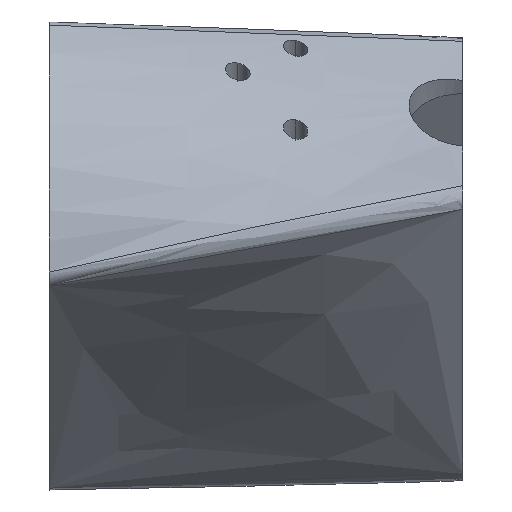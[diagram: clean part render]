
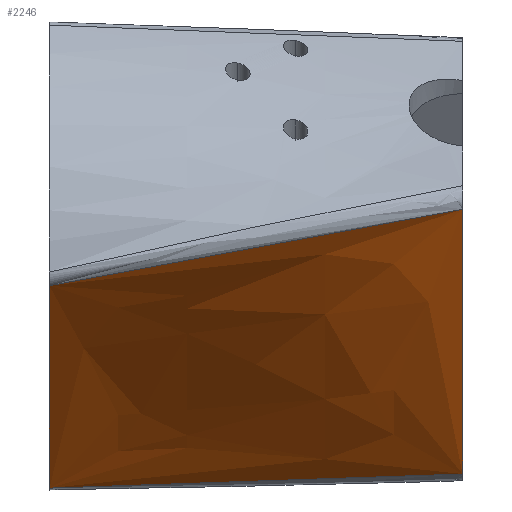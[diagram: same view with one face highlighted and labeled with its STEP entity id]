
A CAD part, front view. The second image highlights one B-rep face of the part: STEP entity #2246.
In plain terms, the highlighted free-form (B-spline) face has degree [3, 3] with [4, 4] control points.
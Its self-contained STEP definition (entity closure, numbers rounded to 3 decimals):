
#174 = CARTESIAN_POINT ( 'NONE',  ( 30., 64.672, 131.454 ) ) ;
#346 = CARTESIAN_POINT ( 'NONE',  ( -20., 48.755, 132.393 ) ) ;
#384 = CARTESIAN_POINT ( 'NONE',  ( 13.3, 54.269, 138.646 ) ) ;
#469 = ORIENTED_EDGE ( 'NONE', *, *, #4679, .T. ) ;
#576 = VERTEX_POINT ( 'NONE', #1743 ) ;
#640 = CARTESIAN_POINT ( 'NONE',  ( -20., 65.29, 124.227 ) ) ;
#641 = CARTESIAN_POINT ( 'NONE',  ( -3.333, 64.891, 126.732 ) ) ;
#848 = CARTESIAN_POINT ( 'NONE',  ( 25.822, 56.254, 140.882 ) ) ;
#1096 = CARTESIAN_POINT ( 'NONE',  ( 30., 55.655, 143.232 ) ) ;
#1208 = B_SPLINE_CURVE_WITH_KNOTS ( 'NONE', 3,
 ( #4817, #4349, #5293, #2518, #5758, #2978 ),
 .UNSPECIFIED., .F., .F.,
 ( 4, 2, 4 ),
 ( 0., 0.026, 0.053 ),
 .UNSPECIFIED. ) ;
#1209 = CARTESIAN_POINT ( 'NONE',  ( -20., 48.755, 132.393 ) ) ;
#1444 = B_SPLINE_CURVE_WITH_KNOTS ( 'NONE', 3,
 ( #346, #4981, #5463, #2687, #5914, #3139, #384, #3605, #848, #4079 ),
 .UNSPECIFIED., .F., .F.,
 ( 4, 2, 2, 2, 4 ),
 ( 0., 0.013, 0.026, 0.039, 0.051 ),
 .UNSPECIFIED. ) ;
#1546 = ORIENTED_EDGE ( 'NONE', *, *, #4000, .F. ) ;
#1553 = CARTESIAN_POINT ( 'NONE',  ( 13.333, 88.301, 107.712 ) ) ;
#1577 = CARTESIAN_POINT ( 'NONE',  ( -3.333, 50.388, 136.335 ) ) ;
#1743 = CARTESIAN_POINT ( 'NONE',  ( 30., 81.402, 109.601 ) ) ;
#1808 = CARTESIAN_POINT ( 'NONE',  ( 30., 73.228, 120.278 ) ) ;
#2012 = CARTESIAN_POINT ( 'NONE',  ( -20., 99.49, 107.338 ) ) ;
#2034 = CARTESIAN_POINT ( 'NONE',  ( -20., 98.361, 107.896 ) ) ;
#2212 = ORIENTED_EDGE ( 'NONE', *, *, #4731, .F. ) ;
#2246 = ADVANCED_FACE ( 'NONE', ( #4774 ), #4221, .T. ) ;
#2470 = CARTESIAN_POINT ( 'NONE',  ( 13.333, 76.541, 118.402 ) ) ;
#2518 = CARTESIAN_POINT ( 'NONE',  ( -3.346, 92.659, 108.327 ) ) ;
#2614 = VERTEX_POINT ( 'NONE', #1209 ) ;
#2619 = CARTESIAN_POINT ( 'NONE',  ( -20., 98.361, 107.896 ) ) ;
#2628 = EDGE_LOOP ( 'NONE', ( #5257, #1546, #469, #2212 ) ) ;
#2634 = VERTEX_POINT ( 'NONE', #2619 ) ;
#2687 = CARTESIAN_POINT ( 'NONE',  ( -3.362, 51.51, 135.587 ) ) ;
#2736 = CARTESIAN_POINT ( 'NONE',  ( 30., 65.054, 130.956 ) ) ;
#2935 = CARTESIAN_POINT ( 'NONE',  ( -20., 82.245, 115.854 ) ) ;
#2978 = CARTESIAN_POINT ( 'NONE',  ( -20., 98.361, 107.896 ) ) ;
#3139 = CARTESIAN_POINT ( 'NONE',  ( 9.132, 53.584, 137.894 ) ) ;
#3391 = CARTESIAN_POINT ( 'NONE',  ( -20., 48.755, 132.393 ) ) ;
#3392 = CARTESIAN_POINT ( 'NONE',  ( 13.333, 64.781, 129.093 ) ) ;
#3605 = CARTESIAN_POINT ( 'NONE',  ( 21.646, 55.604, 140.139 ) ) ;
#3777 = VERTEX_POINT ( 'NONE', #4403 ) ;
#3872 = CARTESIAN_POINT ( 'NONE',  ( -20., 65., 124.37 ) ) ;
#3933 = B_SPLINE_CURVE_WITH_KNOTS ( 'NONE', 3,
 ( #5034, #1808, #2736, #5970 ),
 .UNSPECIFIED., .F., .F.,
 ( 4, 4 ),
 ( 0.048, 0.955 ),
 .UNSPECIFIED. ) ;
#4000 = EDGE_CURVE ( 'NONE', #2614, #3777, #1444, .T. ) ;
#4079 = CARTESIAN_POINT ( 'NONE',  ( 30., 56.879, 141.633 ) ) ;
#4100 = B_SPLINE_CURVE_WITH_KNOTS ( 'NONE', 3,
 ( #3391, #640, #4791, #2034 ),
 .UNSPECIFIED., .F., .F.,
 ( 4, 4 ),
 ( 0.019, 0.978 ),
 .UNSPECIFIED. ) ;
#4181 = EDGE_CURVE ( 'NONE', #576, #3777, #3933, .T. ) ;
#4221 = B_SPLINE_SURFACE_WITH_KNOTS ( 'NONE', 3, 3, ( 
 ( #4311, #1553, #4770, #2012 ),
 ( #5250, #2470, #5716, #2935 ),
 ( #174, #3392, #641, #3872 ),
 ( #1096, #4328, #1577, #4792 ) ),
 .UNSPECIFIED., .F., .F., .F.,
 ( 4, 4 ),
 ( 4, 4 ),
 ( 0., 1. ),
 ( 0., 1. ),
 .UNSPECIFIED. ) ;
#4311 = CARTESIAN_POINT ( 'NONE',  ( 30., 82.706, 107.898 ) ) ;
#4328 = CARTESIAN_POINT ( 'NONE',  ( 13.333, 53.022, 139.784 ) ) ;
#4349 = CARTESIAN_POINT ( 'NONE',  ( 21.652, 84.172, 109.212 ) ) ;
#4403 = CARTESIAN_POINT ( 'NONE',  ( 30., 56.879, 141.633 ) ) ;
#4679 = EDGE_CURVE ( 'NONE', #2614, #2634, #4100, .T. ) ;
#4731 = EDGE_CURVE ( 'NONE', #576, #2634, #1208, .T. ) ;
#4770 = CARTESIAN_POINT ( 'NONE',  ( -3.333, 93.896, 107.525 ) ) ;
#4774 = FACE_OUTER_BOUND ( 'NONE', #2628, .T. ) ;
#4791 = CARTESIAN_POINT ( 'NONE',  ( -20., 81.825, 116.061 ) ) ;
#4792 = CARTESIAN_POINT ( 'NONE',  ( -20., 47.755, 132.886 ) ) ;
#4817 = CARTESIAN_POINT ( 'NONE',  ( 30., 81.402, 109.601 ) ) ;
#4981 = CARTESIAN_POINT ( 'NONE',  ( -15.842, 49.438, 133.204 ) ) ;
#5034 = CARTESIAN_POINT ( 'NONE',  ( 30., 81.402, 109.601 ) ) ;
#5250 = CARTESIAN_POINT ( 'NONE',  ( 30., 73.689, 119.676 ) ) ;
#5257 = ORIENTED_EDGE ( 'NONE', *, *, #4181, .T. ) ;
#5293 = CARTESIAN_POINT ( 'NONE',  ( 13.317, 86.99, 108.884 ) ) ;
#5463 = CARTESIAN_POINT ( 'NONE',  ( -11.684, 50.127, 134.007 ) ) ;
#5716 = CARTESIAN_POINT ( 'NONE',  ( -3.333, 79.393, 117.128 ) ) ;
#5758 = CARTESIAN_POINT ( 'NONE',  ( -11.673, 95.509, 108.097 ) ) ;
#5914 = CARTESIAN_POINT ( 'NONE',  ( 0.8, 52.205, 136.365 ) ) ;
#5970 = CARTESIAN_POINT ( 'NONE',  ( 30., 56.879, 141.633 ) ) ;
